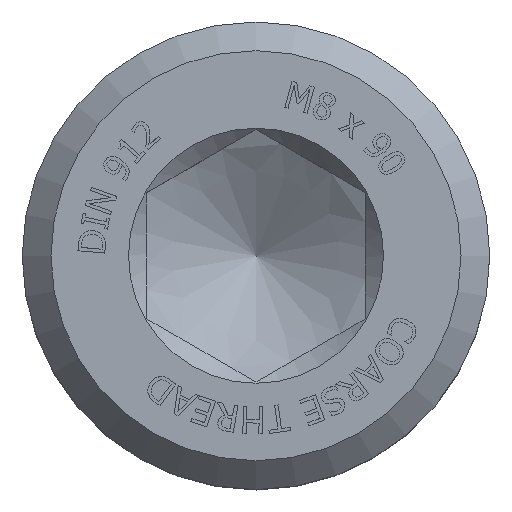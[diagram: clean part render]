
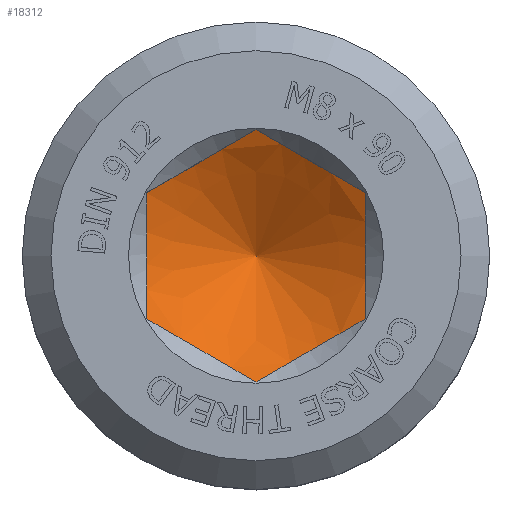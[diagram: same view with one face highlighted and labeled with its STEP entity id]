
A CAD part, top view. The second image highlights one B-rep face of the part: STEP entity #18312.
In plain terms, the highlighted conical face has half-angle 60 degrees and reference radius 2.6 mm.
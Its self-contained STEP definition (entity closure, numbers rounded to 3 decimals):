
#17940=CARTESIAN_POINT('',(0.,3.51,-4.0));
#17941=VERTEX_POINT('',#17940);
#17948=CARTESIAN_POINT('',(3.04,1.755,-4.0));
#17949=VERTEX_POINT('',#17948);
#17950=CARTESIAN_POINT('',(3.04,1.755,-4.0));
#17951=CARTESIAN_POINT('',(1.52,2.633,-4.507));
#17952=CARTESIAN_POINT('',(0.,3.51,-4.0));
#17960=(BOUNDED_CURVE()B_SPLINE_CURVE(2,(#17950,#17951,#17952),.UNSPECIFIED.,.F.,.U.)B_SPLINE_CURVE_WITH_KNOTS((3,3),(0.21,0.67),.UNSPECIFIED.)CURVE()GEOMETRIC_REPRESENTATION_ITEM()RATIONAL_B_SPLINE_CURVE((1.258,1.453,1.258))REPRESENTATION_ITEM(''));
#17961=EDGE_CURVE('',#17949,#17941,#17960,.T.);
#17978=CARTESIAN_POINT('',(-3.04,1.755,-4.0));
#17979=VERTEX_POINT('',#17978);
#17986=CARTESIAN_POINT('',(0.,3.51,-4.0));
#17987=CARTESIAN_POINT('',(-1.52,2.633,-4.507));
#17988=CARTESIAN_POINT('',(-3.04,1.755,-4.0));
#17996=(BOUNDED_CURVE()B_SPLINE_CURVE(2,(#17986,#17987,#17988),.UNSPECIFIED.,.F.,.U.)B_SPLINE_CURVE_WITH_KNOTS((3,3),(0.21,0.67),.UNSPECIFIED.)CURVE()GEOMETRIC_REPRESENTATION_ITEM()RATIONAL_B_SPLINE_CURVE((1.258,1.453,1.258))REPRESENTATION_ITEM(''));
#17997=EDGE_CURVE('',#17941,#17979,#17996,.T.);
#18009=CARTESIAN_POINT('',(-3.04,-1.755,-4.0));
#18010=VERTEX_POINT('',#18009);
#18017=CARTESIAN_POINT('',(-3.04,1.755,-4.0));
#18018=CARTESIAN_POINT('',(-3.04,0.,-4.507));
#18019=CARTESIAN_POINT('',(-3.04,-1.755,-4.0));
#18027=(BOUNDED_CURVE()B_SPLINE_CURVE(2,(#18017,#18018,#18019),.UNSPECIFIED.,.F.,.U.)B_SPLINE_CURVE_WITH_KNOTS((3,3),(0.21,0.67),.UNSPECIFIED.)CURVE()GEOMETRIC_REPRESENTATION_ITEM()RATIONAL_B_SPLINE_CURVE((1.258,1.453,1.258))REPRESENTATION_ITEM(''));
#18028=EDGE_CURVE('',#17979,#18010,#18027,.T.);
#18040=CARTESIAN_POINT('',(0.,-3.51,-4.0));
#18041=VERTEX_POINT('',#18040);
#18048=CARTESIAN_POINT('',(-3.04,-1.755,-4.0));
#18049=CARTESIAN_POINT('',(-1.52,-2.633,-4.507));
#18050=CARTESIAN_POINT('',(0.,-3.51,-4.0));
#18058=(BOUNDED_CURVE()B_SPLINE_CURVE(2,(#18048,#18049,#18050),.UNSPECIFIED.,.F.,.U.)B_SPLINE_CURVE_WITH_KNOTS((3,3),(0.21,0.67),.UNSPECIFIED.)CURVE()GEOMETRIC_REPRESENTATION_ITEM()RATIONAL_B_SPLINE_CURVE((1.258,1.453,1.258))REPRESENTATION_ITEM(''));
#18059=EDGE_CURVE('',#18010,#18041,#18058,.T.);
#18071=CARTESIAN_POINT('',(3.04,-1.755,-4.));
#18072=VERTEX_POINT('',#18071);
#18079=CARTESIAN_POINT('',(0.,-3.51,-4.0));
#18080=CARTESIAN_POINT('',(1.52,-2.633,-4.507));
#18081=CARTESIAN_POINT('',(3.04,-1.755,-4.));
#18089=(BOUNDED_CURVE()B_SPLINE_CURVE(2,(#18079,#18080,#18081),.UNSPECIFIED.,.F.,.U.)B_SPLINE_CURVE_WITH_KNOTS((3,3),(0.21,0.67),.UNSPECIFIED.)CURVE()GEOMETRIC_REPRESENTATION_ITEM()RATIONAL_B_SPLINE_CURVE((1.258,1.453,1.258))REPRESENTATION_ITEM(''));
#18090=EDGE_CURVE('',#18041,#18072,#18089,.T.);
#18103=CARTESIAN_POINT('',(3.04,-1.755,-4.));
#18104=CARTESIAN_POINT('',(3.04,0.,-4.507));
#18105=CARTESIAN_POINT('',(3.04,1.755,-4.0));
#18113=(BOUNDED_CURVE()B_SPLINE_CURVE(2,(#18103,#18104,#18105),.UNSPECIFIED.,.F.,.U.)B_SPLINE_CURVE_WITH_KNOTS((3,3),(0.21,0.67),.UNSPECIFIED.)CURVE()GEOMETRIC_REPRESENTATION_ITEM()RATIONAL_B_SPLINE_CURVE((1.258,1.453,1.258))REPRESENTATION_ITEM(''));
#18114=EDGE_CURVE('',#18072,#17949,#18113,.T.);
#18299=CARTESIAN_POINT('',(0.0,0.,-4.526));
#18300=DIRECTION('',(0.0,0.,1.0));
#18301=DIRECTION('',(0.0,1.0,0.0));
#18302=AXIS2_PLACEMENT_3D('',#18299,#18300,#18301);
#18303=CONICAL_SURFACE('',#18302,2.6,60.);
#18304=ORIENTED_EDGE('',*,*,#18028,.T.);
#18305=ORIENTED_EDGE('',*,*,#18059,.T.);
#18306=ORIENTED_EDGE('',*,*,#18090,.T.);
#18307=ORIENTED_EDGE('',*,*,#18114,.T.);
#18308=ORIENTED_EDGE('',*,*,#17961,.T.);
#18309=ORIENTED_EDGE('',*,*,#17997,.T.);
#18310=EDGE_LOOP('',(#18304,#18305,#18306,#18307,#18308,#18309));
#18311=FACE_OUTER_BOUND('',#18310,.T.);
#18312=ADVANCED_FACE('',(#18311),#18303,.F.);
